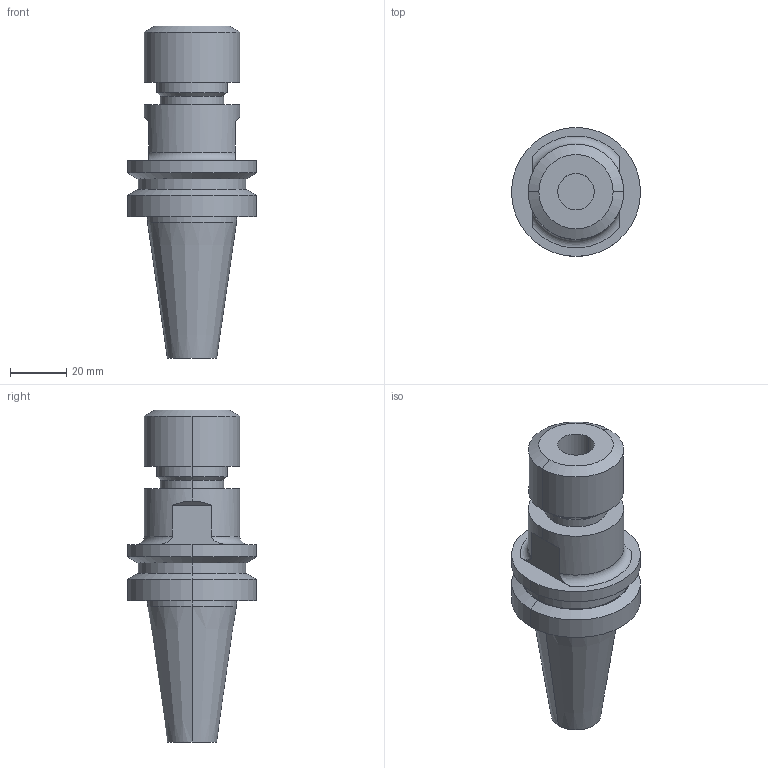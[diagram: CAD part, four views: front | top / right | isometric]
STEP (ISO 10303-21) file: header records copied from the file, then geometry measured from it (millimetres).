
FILE_DESCRIPTION (( 'STEP AP203' ), '1' );
FILE_NAME ('STP-16106-W.STEP', '2018-12-25T08:25:18', ( '' ), ( '' ), 'SwSTEP 2.0', 'SolidWorks 2017', '' );
FILE_SCHEMA (( 'CONFIG_CONTROL_DESIGN' ));
Length unit declared in the file: millimetre
Products named in the file (1): STP-16106-W
Bounding box: 46 x 46 x 118.4 mm (x, y, z)
Volume: 86555.2 mm3; surface area: 18542.7 mm2
Topology: 1 solids, 1 shells, 59 faces, 124 edges, 77 vertices
Faces by surface type: cylinder 28, plane 17, cone 12, torus 2
Entity records: 1711 total; most frequent: CARTESIAN_POINT 335, DIRECTION 300, ORIENTED_EDGE 244, AXIS2_PLACEMENT_3D 126, EDGE_CURVE 122, VERTEX_POINT 77, EDGE_LOOP 71, CIRCLE 66
